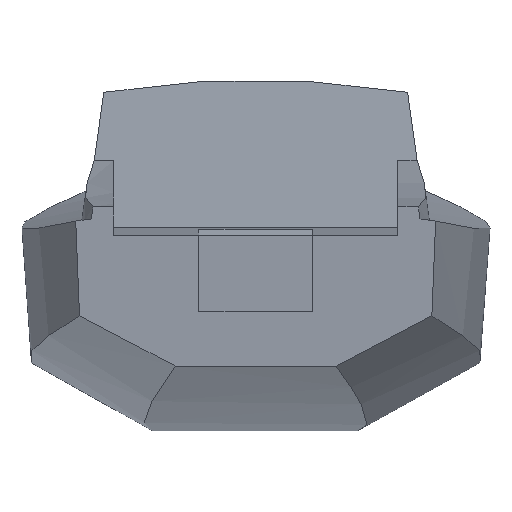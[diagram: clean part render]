
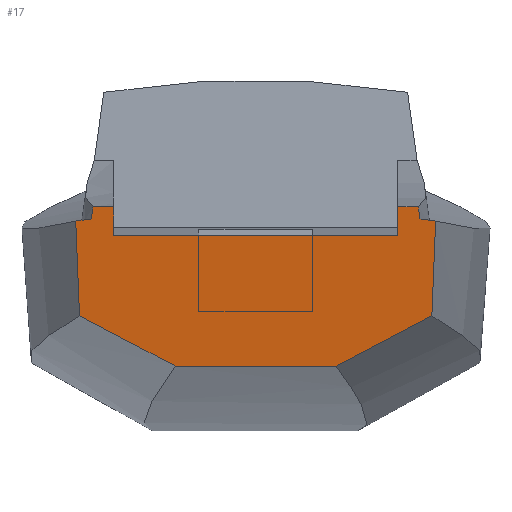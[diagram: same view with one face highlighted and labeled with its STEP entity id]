
A CAD part, top view. The second image highlights one B-rep face of the part: STEP entity #17.
In plain terms, the highlighted free-form (B-spline) face has degree [1, 1] with [2, 2] control points.
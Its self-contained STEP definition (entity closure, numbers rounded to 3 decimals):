
#17 = ADVANCED_FACE('',(#18),#122,.F.);
#18 = FACE_BOUND('',#19,.T.);
#19 = EDGE_LOOP('',(#20,#29,#36,#43,#52,#59,#66,#73,#80,#87,#96,#103,
    #110,#117));
#20 = ORIENTED_EDGE('',*,*,#21,.F.);
#21 = EDGE_CURVE('',#22,#24,#26,.T.);
#22 = VERTEX_POINT('',#23);
#23 = CARTESIAN_POINT('',(-1112.103,1297.454,
    14.537));
#24 = VERTEX_POINT('',#25);
#25 = CARTESIAN_POINT('',(-1112.103,1075.033,
    -14.537));
#26 = B_SPLINE_CURVE_WITH_KNOTS('',1,(#27,#28),.UNSPECIFIED.,.F.,.F.,(2,
    2),(881.111,1032.387),.PIECEWISE_BEZIER_KNOTS.);
#27 = CARTESIAN_POINT('',(-1112.103,1297.454,
    14.537));
#28 = CARTESIAN_POINT('',(-1112.103,1075.033,
    -14.537));
#29 = ORIENTED_EDGE('',*,*,#30,.T.);
#30 = EDGE_CURVE('',#22,#31,#33,.T.);
#31 = VERTEX_POINT('',#32);
#32 = CARTESIAN_POINT('',(-1273.441,1297.454,
    14.537));
#33 = B_SPLINE_CURVE_WITH_KNOTS('',1,(#34,#35),.UNSPECIFIED.,.F.,.F.,(2,
    2),(8255.998,8364.804),
  .PIECEWISE_BEZIER_KNOTS.);
#34 = CARTESIAN_POINT('',(-1112.103,1297.454,
    14.537));
#35 = CARTESIAN_POINT('',(-1273.441,1297.454,
    14.537));
#36 = ORIENTED_EDGE('',*,*,#37,.T.);
#37 = EDGE_CURVE('',#31,#38,#40,.T.);
#38 = VERTEX_POINT('',#39);
#39 = CARTESIAN_POINT('',(-1286.011,1203.596,
    2.268));
#40 = B_SPLINE_CURVE_WITH_KNOTS('',1,(#41,#42),.UNSPECIFIED.,.F.,.F.,(2,
    2),(286.127,350.524),.PIECEWISE_BEZIER_KNOTS.);
#41 = CARTESIAN_POINT('',(-1273.441,1297.454,
    14.537));
#42 = CARTESIAN_POINT('',(-1286.011,1203.596,
    2.268));
#43 = ORIENTED_EDGE('',*,*,#44,.T.);
#44 = EDGE_CURVE('',#38,#45,#47,.T.);
#45 = VERTEX_POINT('',#46);
#46 = CARTESIAN_POINT('',(-1408.664,1186.243,
    0.));
#47 = B_SPLINE_CURVE_WITH_KNOTS('',3,(#48,#49,#50,#51),.UNSPECIFIED.,.F.
  ,.F.,(4,4),(0.,0.084),.PIECEWISE_BEZIER_KNOTS.);
#48 = CARTESIAN_POINT('',(-1286.011,1203.596,
    2.268));
#49 = CARTESIAN_POINT('',(-1326.932,1198.075,
    1.547));
#50 = CARTESIAN_POINT('',(-1367.818,1192.291,
    0.79));
#51 = CARTESIAN_POINT('',(-1408.664,1186.243,
    0.));
#52 = ORIENTED_EDGE('',*,*,#53,.T.);
#53 = EDGE_CURVE('',#45,#54,#56,.T.);
#54 = VERTEX_POINT('',#55);
#55 = CARTESIAN_POINT('',(-1379.008,444.841,
    -96.915));
#56 = B_SPLINE_CURVE_WITH_KNOTS('',1,(#57,#58),.UNSPECIFIED.,.F.,.F.,(2,
    2),(-252.325,252.325),.PIECEWISE_BEZIER_KNOTS.);
#57 = CARTESIAN_POINT('',(-1408.664,1186.243,
    0.));
#58 = CARTESIAN_POINT('',(-1379.008,444.841,
    -96.915));
#59 = ORIENTED_EDGE('',*,*,#60,.T.);
#60 = EDGE_CURVE('',#54,#61,#63,.T.);
#61 = VERTEX_POINT('',#62);
#62 = CARTESIAN_POINT('',(-630.192,51.898,
    -148.28));
#63 = B_SPLINE_CURVE_WITH_KNOTS('',1,(#64,#65),.UNSPECIFIED.,.F.,.F.,(2,
    2),(-285.679,285.679),.PIECEWISE_BEZIER_KNOTS.);
#64 = CARTESIAN_POINT('',(-1379.008,444.841,
    -96.915));
#65 = CARTESIAN_POINT('',(-630.192,51.898,
    -148.28));
#66 = ORIENTED_EDGE('',*,*,#67,.F.);
#67 = EDGE_CURVE('',#68,#61,#70,.T.);
#68 = VERTEX_POINT('',#69);
#69 = CARTESIAN_POINT('',(630.192,51.898,
    -148.28));
#70 = B_SPLINE_CURVE_WITH_KNOTS('',1,(#71,#72),.UNSPECIFIED.,.F.,.F.,(2,
    2),(7080.998,7930.998),
  .PIECEWISE_BEZIER_KNOTS.);
#71 = CARTESIAN_POINT('',(630.192,51.898,
    -148.28));
#72 = CARTESIAN_POINT('',(-630.192,51.898,
    -148.28));
#73 = ORIENTED_EDGE('',*,*,#74,.F.);
#74 = EDGE_CURVE('',#75,#68,#77,.T.);
#75 = VERTEX_POINT('',#76);
#76 = CARTESIAN_POINT('',(1379.008,444.841,
    -96.915));
#77 = B_SPLINE_CURVE_WITH_KNOTS('',1,(#78,#79),.UNSPECIFIED.,.F.,.F.,(2,
    2),(-285.679,285.679),.PIECEWISE_BEZIER_KNOTS.);
#78 = CARTESIAN_POINT('',(1379.008,444.841,
    -96.915));
#79 = CARTESIAN_POINT('',(630.192,51.898,
    -148.28));
#80 = ORIENTED_EDGE('',*,*,#81,.F.);
#81 = EDGE_CURVE('',#82,#75,#84,.T.);
#82 = VERTEX_POINT('',#83);
#83 = CARTESIAN_POINT('',(1408.664,1186.243,
    0.));
#84 = B_SPLINE_CURVE_WITH_KNOTS('',1,(#85,#86),.UNSPECIFIED.,.F.,.F.,(2,
    2),(-252.325,252.325),.PIECEWISE_BEZIER_KNOTS.);
#85 = CARTESIAN_POINT('',(1408.664,1186.243,
    0.));
#86 = CARTESIAN_POINT('',(1379.008,444.841,
    -96.915));
#87 = ORIENTED_EDGE('',*,*,#88,.T.);
#88 = EDGE_CURVE('',#82,#89,#91,.T.);
#89 = VERTEX_POINT('',#90);
#90 = CARTESIAN_POINT('',(1286.011,1203.596,
    2.268));
#91 = B_SPLINE_CURVE_WITH_KNOTS('',3,(#92,#93,#94,#95),.UNSPECIFIED.,.F.
  ,.F.,(4,4),(0.,0.084),
  .PIECEWISE_BEZIER_KNOTS.);
#92 = CARTESIAN_POINT('',(1408.664,1186.243,
    0.));
#93 = CARTESIAN_POINT('',(1367.818,1192.291,
    0.79));
#94 = CARTESIAN_POINT('',(1326.932,1198.075,
    1.547));
#95 = CARTESIAN_POINT('',(1286.011,1203.596,
    2.268));
#96 = ORIENTED_EDGE('',*,*,#97,.F.);
#97 = EDGE_CURVE('',#98,#89,#100,.T.);
#98 = VERTEX_POINT('',#99);
#99 = CARTESIAN_POINT('',(1273.441,1297.454,
    14.537));
#100 = B_SPLINE_CURVE_WITH_KNOTS('',1,(#101,#102),.UNSPECIFIED.,.F.,.F.,
  (2,2),(286.127,350.524),.PIECEWISE_BEZIER_KNOTS.);
#101 = CARTESIAN_POINT('',(1273.441,1297.454,
    14.537));
#102 = CARTESIAN_POINT('',(1286.011,1203.596,
    2.268));
#103 = ORIENTED_EDGE('',*,*,#104,.T.);
#104 = EDGE_CURVE('',#98,#105,#107,.T.);
#105 = VERTEX_POINT('',#106);
#106 = CARTESIAN_POINT('',(1112.103,1297.454,
    14.537));
#107 = B_SPLINE_CURVE_WITH_KNOTS('',1,(#108,#109),.UNSPECIFIED.,.F.,.F.,
  (2,2),(6647.192,6755.998),
  .PIECEWISE_BEZIER_KNOTS.);
#108 = CARTESIAN_POINT('',(1273.441,1297.454,
    14.537));
#109 = CARTESIAN_POINT('',(1112.103,1297.454,
    14.537));
#110 = ORIENTED_EDGE('',*,*,#111,.F.);
#111 = EDGE_CURVE('',#112,#105,#114,.T.);
#112 = VERTEX_POINT('',#113);
#113 = CARTESIAN_POINT('',(1112.103,1075.033,
    -14.537));
#114 = B_SPLINE_CURVE_WITH_KNOTS('',1,(#115,#116),.UNSPECIFIED.,.F.,.F.,
  (2,2),(-1032.387,-881.111),.PIECEWISE_BEZIER_KNOTS.);
#115 = CARTESIAN_POINT('',(1112.103,1075.033,
    -14.537));
#116 = CARTESIAN_POINT('',(1112.103,1297.454,
    14.537));
#117 = ORIENTED_EDGE('',*,*,#118,.F.);
#118 = EDGE_CURVE('',#24,#112,#119,.T.);
#119 = B_SPLINE_CURVE_WITH_KNOTS('',1,(#120,#121),.UNSPECIFIED.,.F.,.F.,
  (2,2),(-1500.,0.),.PIECEWISE_BEZIER_KNOTS.);
#120 = CARTESIAN_POINT('',(-1112.103,1075.033,
    -14.537));
#121 = CARTESIAN_POINT('',(1112.103,1075.033,
    -14.537));
#122 = B_SPLINE_SURFACE_WITH_KNOTS('',1,1,(
    (#123,#124)
    ,(#125,#126
    )),.UNSPECIFIED.,.F.,.F.,.F.,(2,2),(2,2),(0.,
    847.146),(-8455.998,-6555.998),
  .PIECEWISE_BEZIER_KNOTS.);
#123 = CARTESIAN_POINT('',(-1408.664,51.898,
    -148.28));
#124 = CARTESIAN_POINT('',(1408.664,51.898,
    -148.28));
#125 = CARTESIAN_POINT('',(-1408.664,1297.454,
    14.537));
#126 = CARTESIAN_POINT('',(1408.664,1297.454,
    14.537));
